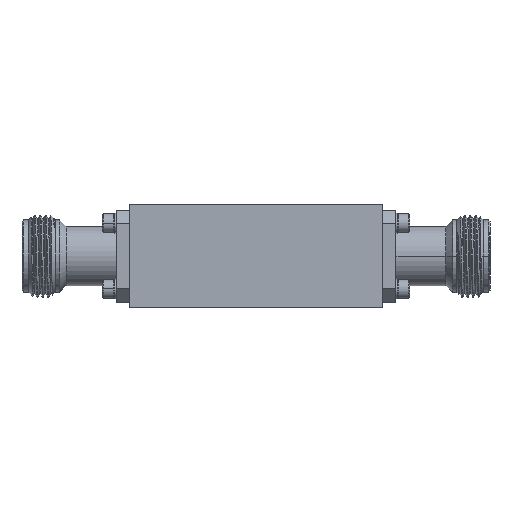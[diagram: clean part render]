
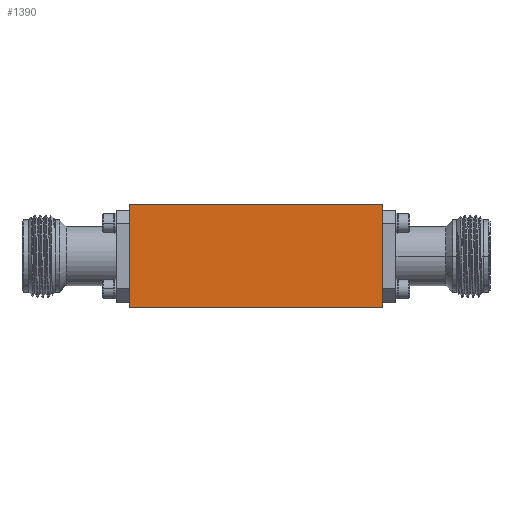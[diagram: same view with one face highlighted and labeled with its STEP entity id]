
A CAD part, left-side view. The second image highlights one B-rep face of the part: STEP entity #1390.
In plain terms, the highlighted planar face has unit normal (-1, 0, 0).
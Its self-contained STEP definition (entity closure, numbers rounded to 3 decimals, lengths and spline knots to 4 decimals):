
#1390 = ADVANCED_FACE ( 'NONE', ( #45236 ), #20492, .F. ) ;
#1619 = ORIENTED_EDGE ( 'NONE', *, *, #48250, .F. ) ;
#1787 = CARTESIAN_POINT ( 'NONE',  ( -1.9094, -0.9646, 0.3937 ) ) ;
#5891 = LINE ( 'NONE', #47172, #43705 ) ;
#6773 = LINE ( 'NONE', #39308, #45896 ) ;
#9025 = CARTESIAN_POINT ( 'NONE',  ( -1.9094, -0.9646, 0.3937 ) ) ;
#11575 = VERTEX_POINT ( 'NONE', #31313 ) ;
#11804 = ORIENTED_EDGE ( 'NONE', *, *, #31528, .F. ) ;
#13957 = ORIENTED_EDGE ( 'NONE', *, *, #44427, .T. ) ;
#14651 = ORIENTED_EDGE ( 'NONE', *, *, #39050, .T. ) ;
#15053 = VERTEX_POINT ( 'NONE', #1787 ) ;
#20492 = PLANE ( 'NONE',  #29608 ) ;
#20844 = DIRECTION ( 'NONE',  ( 1., 0., 0. ) ) ;
#22555 = CARTESIAN_POINT ( 'NONE',  ( -1.9094, 0.9646, 0.3937 ) ) ;
#23024 = DIRECTION ( 'NONE',  ( 0., -1., 0. ) ) ;
#25452 = CARTESIAN_POINT ( 'NONE',  ( -1.9094, -0.9646, -0.3937 ) ) ;
#25732 = CARTESIAN_POINT ( 'NONE',  ( -1.9094, -0.9646, 0.3937 ) ) ;
#25818 = CARTESIAN_POINT ( 'NONE',  ( -1.9094, -0.9646, -0.3937 ) ) ;
#29301 = DIRECTION ( 'NONE',  ( 0., -1., 0. ) ) ;
#29608 = AXIS2_PLACEMENT_3D ( 'NONE', #9025, #20844, #37240 ) ;
#31313 = CARTESIAN_POINT ( 'NONE',  ( -1.9094, 0.9646, -0.3937 ) ) ;
#31520 = DIRECTION ( 'NONE',  ( 0., 0., -1. ) ) ;
#31528 = EDGE_CURVE ( 'NONE', #15053, #43115, #31571, .T. ) ;
#31571 = LINE ( 'NONE', #25732, #49244 ) ;
#35701 = VERTEX_POINT ( 'NONE', #22555 ) ;
#35984 = EDGE_LOOP ( 'NONE', ( #14651, #11804, #1619, #13957 ) ) ;
#37240 = DIRECTION ( 'NONE',  ( 0., 0., -1. ) ) ;
#37969 = LINE ( 'NONE', #25452, #41764 ) ;
#39050 = EDGE_CURVE ( 'NONE', #11575, #43115, #37969, .T. ) ;
#39308 = CARTESIAN_POINT ( 'NONE',  ( -1.9094, 0.9646, 0.3937 ) ) ;
#41764 = VECTOR ( 'NONE', #29301, 39.3701 ) ;
#43115 = VERTEX_POINT ( 'NONE', #25818 ) ;
#43705 = VECTOR ( 'NONE', #23024, 39.3701 ) ;
#44427 = EDGE_CURVE ( 'NONE', #35701, #11575, #6773, .T. ) ;
#45236 = FACE_OUTER_BOUND ( 'NONE', #35984, .T. ) ;
#45896 = VECTOR ( 'NONE', #31520, 39.3701 ) ;
#47172 = CARTESIAN_POINT ( 'NONE',  ( -1.9094, -0.9646, 0.3937 ) ) ;
#48250 = EDGE_CURVE ( 'NONE', #35701, #15053, #5891, .T. ) ;
#49244 = VECTOR ( 'NONE', #49914, 39.3701 ) ;
#49914 = DIRECTION ( 'NONE',  ( 0., 0., -1. ) ) ;
